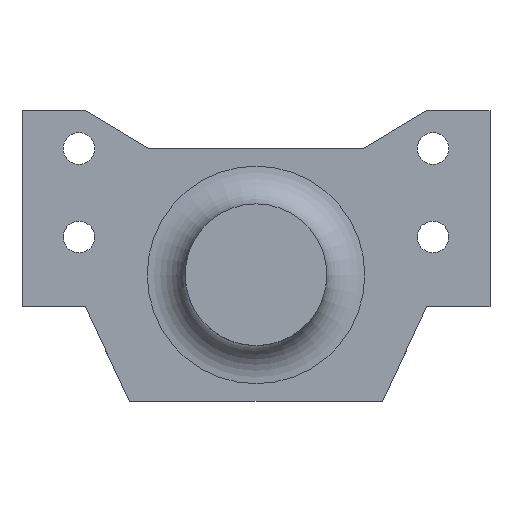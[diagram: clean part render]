
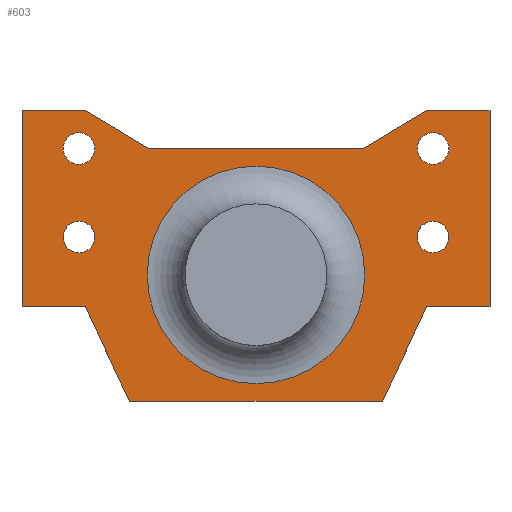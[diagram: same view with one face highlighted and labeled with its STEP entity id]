
A CAD part, top view. The second image highlights one B-rep face of the part: STEP entity #603.
In plain terms, the highlighted planar face has unit normal (0, 0, 1).
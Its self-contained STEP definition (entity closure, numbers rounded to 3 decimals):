
#29=FACE_BOUND('',#101,.T.);
#30=FACE_BOUND('',#102,.T.);
#31=FACE_BOUND('',#103,.T.);
#32=FACE_BOUND('',#104,.T.);
#33=FACE_BOUND('',#105,.T.);
#43=CIRCLE('',#656,8.6);
#46=CIRCLE('',#660,1.25);
#47=CIRCLE('',#661,1.25);
#48=CIRCLE('',#662,1.25);
#49=CIRCLE('',#663,1.25);
#50=CIRCLE('',#664,1.25);
#51=CIRCLE('',#665,1.25);
#52=CIRCLE('',#666,1.25);
#53=CIRCLE('',#667,1.25);
#64=FACE_OUTER_BOUND('',#100,.T.);
#100=EDGE_LOOP('',(#451,#452,#453,#454,#455,#456,#457,#458,#459,#460,#461,
#462));
#101=EDGE_LOOP('',(#463,#464));
#102=EDGE_LOOP('',(#465,#466));
#103=EDGE_LOOP('',(#467,#468));
#104=EDGE_LOOP('',(#469,#470));
#105=EDGE_LOOP('',(#471));
#158=LINE('',#946,#221);
#159=LINE('',#948,#222);
#160=LINE('',#950,#223);
#161=LINE('',#952,#224);
#162=LINE('',#954,#225);
#163=LINE('',#956,#226);
#164=LINE('',#958,#227);
#165=LINE('',#960,#228);
#166=LINE('',#962,#229);
#167=LINE('',#964,#230);
#168=LINE('',#966,#231);
#169=LINE('',#967,#232);
#221=VECTOR('',#763,1.);
#222=VECTOR('',#764,1.);
#223=VECTOR('',#765,1.);
#224=VECTOR('',#766,1.);
#225=VECTOR('',#767,1.);
#226=VECTOR('',#768,1.);
#227=VECTOR('',#769,1.);
#228=VECTOR('',#770,1.);
#229=VECTOR('',#771,1.);
#230=VECTOR('',#772,1.);
#231=VECTOR('',#773,1.);
#232=VECTOR('',#774,1.);
#286=VERTEX_POINT('',#938);
#288=VERTEX_POINT('',#944);
#289=VERTEX_POINT('',#945);
#290=VERTEX_POINT('',#947);
#291=VERTEX_POINT('',#949);
#292=VERTEX_POINT('',#951);
#293=VERTEX_POINT('',#953);
#294=VERTEX_POINT('',#955);
#295=VERTEX_POINT('',#957);
#296=VERTEX_POINT('',#959);
#297=VERTEX_POINT('',#961);
#298=VERTEX_POINT('',#963);
#299=VERTEX_POINT('',#965);
#300=VERTEX_POINT('',#968);
#301=VERTEX_POINT('',#969);
#302=VERTEX_POINT('',#972);
#303=VERTEX_POINT('',#973);
#304=VERTEX_POINT('',#976);
#305=VERTEX_POINT('',#977);
#306=VERTEX_POINT('',#980);
#307=VERTEX_POINT('',#981);
#350=EDGE_CURVE('',#286,#286,#43,.T.);
#353=EDGE_CURVE('',#288,#289,#158,.T.);
#354=EDGE_CURVE('',#289,#290,#159,.T.);
#355=EDGE_CURVE('',#290,#291,#160,.T.);
#356=EDGE_CURVE('',#291,#292,#161,.T.);
#357=EDGE_CURVE('',#292,#293,#162,.T.);
#358=EDGE_CURVE('',#293,#294,#163,.T.);
#359=EDGE_CURVE('',#294,#295,#164,.T.);
#360=EDGE_CURVE('',#295,#296,#165,.T.);
#361=EDGE_CURVE('',#296,#297,#166,.T.);
#362=EDGE_CURVE('',#297,#298,#167,.T.);
#363=EDGE_CURVE('',#298,#299,#168,.T.);
#364=EDGE_CURVE('',#299,#288,#169,.T.);
#365=EDGE_CURVE('',#300,#301,#46,.T.);
#366=EDGE_CURVE('',#301,#300,#47,.T.);
#367=EDGE_CURVE('',#302,#303,#48,.T.);
#368=EDGE_CURVE('',#303,#302,#49,.T.);
#369=EDGE_CURVE('',#304,#305,#50,.T.);
#370=EDGE_CURVE('',#305,#304,#51,.T.);
#371=EDGE_CURVE('',#306,#307,#52,.T.);
#372=EDGE_CURVE('',#307,#306,#53,.T.);
#451=ORIENTED_EDGE('',*,*,#353,.T.);
#452=ORIENTED_EDGE('',*,*,#354,.T.);
#453=ORIENTED_EDGE('',*,*,#355,.T.);
#454=ORIENTED_EDGE('',*,*,#356,.T.);
#455=ORIENTED_EDGE('',*,*,#357,.T.);
#456=ORIENTED_EDGE('',*,*,#358,.T.);
#457=ORIENTED_EDGE('',*,*,#359,.T.);
#458=ORIENTED_EDGE('',*,*,#360,.T.);
#459=ORIENTED_EDGE('',*,*,#361,.T.);
#460=ORIENTED_EDGE('',*,*,#362,.T.);
#461=ORIENTED_EDGE('',*,*,#363,.T.);
#462=ORIENTED_EDGE('',*,*,#364,.T.);
#463=ORIENTED_EDGE('',*,*,#365,.T.);
#464=ORIENTED_EDGE('',*,*,#366,.T.);
#465=ORIENTED_EDGE('',*,*,#367,.T.);
#466=ORIENTED_EDGE('',*,*,#368,.T.);
#467=ORIENTED_EDGE('',*,*,#369,.T.);
#468=ORIENTED_EDGE('',*,*,#370,.T.);
#469=ORIENTED_EDGE('',*,*,#371,.T.);
#470=ORIENTED_EDGE('',*,*,#372,.T.);
#471=ORIENTED_EDGE('',*,*,#350,.F.);
#578=PLANE('',#659);
#603=ADVANCED_FACE('',(#64,#29,#30,#31,#32,#33),#578,.T.);
#656=AXIS2_PLACEMENT_3D('',#939,#755,#756);
#659=AXIS2_PLACEMENT_3D('',#943,#761,#762);
#660=AXIS2_PLACEMENT_3D('',#970,#775,#776);
#661=AXIS2_PLACEMENT_3D('',#971,#777,#778);
#662=AXIS2_PLACEMENT_3D('',#974,#779,#780);
#663=AXIS2_PLACEMENT_3D('',#975,#781,#782);
#664=AXIS2_PLACEMENT_3D('',#978,#783,#784);
#665=AXIS2_PLACEMENT_3D('',#979,#785,#786);
#666=AXIS2_PLACEMENT_3D('',#982,#787,#788);
#667=AXIS2_PLACEMENT_3D('',#983,#789,#790);
#755=DIRECTION('center_axis',(0.,0.,1.));
#756=DIRECTION('ref_axis',(1.,0.,0.));
#761=DIRECTION('center_axis',(0.,0.,1.));
#762=DIRECTION('ref_axis',(1.,0.,0.));
#763=DIRECTION('',(0.,-1.,0.));
#764=DIRECTION('',(1.,0.,0.));
#765=DIRECTION('',(0.423,-0.906,0.));
#766=DIRECTION('',(1.,0.,0.));
#767=DIRECTION('',(0.423,0.906,0.));
#768=DIRECTION('',(1.,0.,0.));
#769=DIRECTION('',(0.,1.,0.));
#770=DIRECTION('',(-1.,0.,0.));
#771=DIRECTION('',(-0.857,-0.514,0.));
#772=DIRECTION('',(-1.,0.,0.));
#773=DIRECTION('',(-0.857,0.514,0.));
#774=DIRECTION('',(-1.,0.,0.));
#775=DIRECTION('center_axis',(0.,0.,-1.));
#776=DIRECTION('ref_axis',(1.,0.,0.));
#777=DIRECTION('center_axis',(0.,0.,-1.));
#778=DIRECTION('ref_axis',(1.,0.,0.));
#779=DIRECTION('center_axis',(0.,0.,-1.));
#780=DIRECTION('ref_axis',(1.,0.,0.));
#781=DIRECTION('center_axis',(0.,0.,-1.));
#782=DIRECTION('ref_axis',(1.,0.,0.));
#783=DIRECTION('center_axis',(0.,0.,-1.));
#784=DIRECTION('ref_axis',(1.,0.,0.));
#785=DIRECTION('center_axis',(0.,0.,-1.));
#786=DIRECTION('ref_axis',(1.,0.,0.));
#787=DIRECTION('center_axis',(0.,0.,-1.));
#788=DIRECTION('ref_axis',(1.,0.,0.));
#789=DIRECTION('center_axis',(0.,0.,-1.));
#790=DIRECTION('ref_axis',(1.,0.,0.));
#938=CARTESIAN_POINT('',(-8.622,1.75,2.5));
#939=CARTESIAN_POINT('Origin',(-0.022,1.75,2.5));
#943=CARTESIAN_POINT('Origin',(-0.022,4.06,2.5));
#944=CARTESIAN_POINT('',(-18.522,14.75,2.5));
#945=CARTESIAN_POINT('',(-18.522,-0.75,2.5));
#946=CARTESIAN_POINT('',(-18.522,14.75,2.5));
#947=CARTESIAN_POINT('',(-13.522,-0.75,2.5));
#948=CARTESIAN_POINT('',(-18.522,-0.75,2.5));
#949=CARTESIAN_POINT('',(-10.022,-8.25,2.5));
#950=CARTESIAN_POINT('',(-13.522,-0.75,2.5));
#951=CARTESIAN_POINT('',(9.978,-8.25,2.5));
#952=CARTESIAN_POINT('',(-10.022,-8.25,2.5));
#953=CARTESIAN_POINT('',(13.478,-0.75,2.5));
#954=CARTESIAN_POINT('',(9.978,-8.25,2.5));
#955=CARTESIAN_POINT('',(18.478,-0.75,2.5));
#956=CARTESIAN_POINT('',(13.478,-0.75,2.5));
#957=CARTESIAN_POINT('',(18.478,14.75,2.5));
#958=CARTESIAN_POINT('',(18.478,-0.75,2.5));
#959=CARTESIAN_POINT('',(13.478,14.75,2.5));
#960=CARTESIAN_POINT('',(18.478,14.75,2.5));
#961=CARTESIAN_POINT('',(8.478,11.75,2.5));
#962=CARTESIAN_POINT('',(13.478,14.75,2.5));
#963=CARTESIAN_POINT('',(-8.522,11.75,2.5));
#964=CARTESIAN_POINT('',(8.478,11.75,2.5));
#965=CARTESIAN_POINT('',(-13.522,14.75,2.5));
#966=CARTESIAN_POINT('',(-8.522,11.75,2.5));
#967=CARTESIAN_POINT('',(-13.522,14.75,2.5));
#968=CARTESIAN_POINT('',(15.228,4.75,2.5));
#969=CARTESIAN_POINT('',(12.728,4.75,2.5));
#970=CARTESIAN_POINT('Origin',(13.978,4.75,2.5));
#971=CARTESIAN_POINT('Origin',(13.978,4.75,2.5));
#972=CARTESIAN_POINT('',(-12.772,4.75,2.5));
#973=CARTESIAN_POINT('',(-15.272,4.75,2.5));
#974=CARTESIAN_POINT('Origin',(-14.022,4.75,2.5));
#975=CARTESIAN_POINT('Origin',(-14.022,4.75,2.5));
#976=CARTESIAN_POINT('',(-12.772,11.75,2.5));
#977=CARTESIAN_POINT('',(-15.272,11.75,2.5));
#978=CARTESIAN_POINT('Origin',(-14.022,11.75,2.5));
#979=CARTESIAN_POINT('Origin',(-14.022,11.75,2.5));
#980=CARTESIAN_POINT('',(15.228,11.75,2.5));
#981=CARTESIAN_POINT('',(12.728,11.75,2.5));
#982=CARTESIAN_POINT('Origin',(13.978,11.75,2.5));
#983=CARTESIAN_POINT('Origin',(13.978,11.75,2.5));
